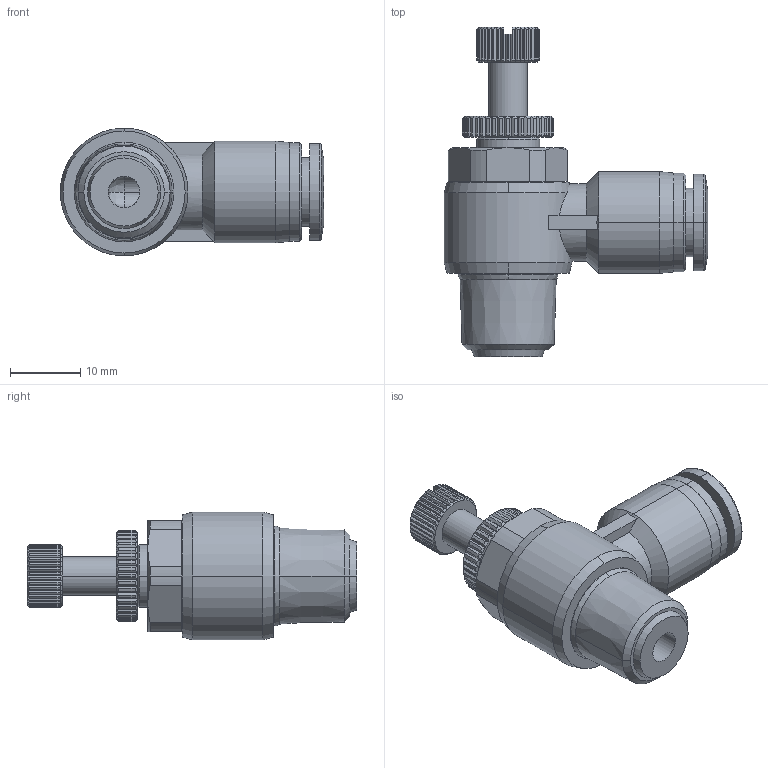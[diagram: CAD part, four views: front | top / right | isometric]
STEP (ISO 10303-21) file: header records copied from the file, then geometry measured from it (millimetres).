
FILE_DESCRIPTION (( 'STEP AP203' ), '1' );
FILE_NAME ('FVR516-14N.step', '2016-02-15T20:00:19', ( '' ), ( '' ), 'SwSTEP 2.0', 'SolidWorks 2015', '' );
FILE_SCHEMA (( 'CONFIG_CONTROL_DESIGN' ));
Length unit declared in the file: inch
Products named in the file (1): FVR516-14N
Bounding box: 37.55 x 47 x 18.2 mm (x, y, z)
Volume: 8364.1 mm3; surface area: 4668.9 mm2
Topology: 1 solids, 1 shells, 423 faces, 1042 edges, 631 vertices
Faces by surface type: plane 187, cone 114, cylinder 112, bspline 10
Entity records: 12911 total; most frequent: CARTESIAN_POINT 3314, ORIENTED_EDGE 2080, DIRECTION 1900, EDGE_CURVE 1040, AXIS2_PLACEMENT_3D 785, VERTEX_POINT 631, EDGE_LOOP 437, ADVANCED_FACE 423
